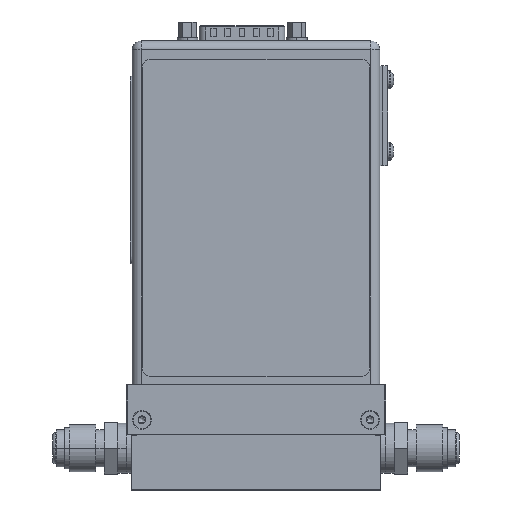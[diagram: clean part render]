
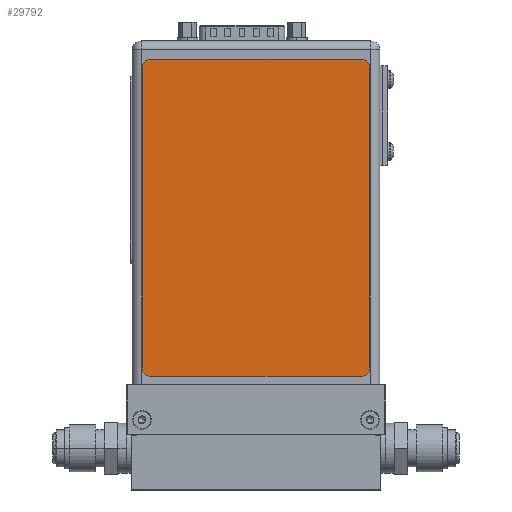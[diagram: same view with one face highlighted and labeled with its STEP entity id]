
A CAD part, top view. The second image highlights one B-rep face of the part: STEP entity #29792.
In plain terms, the highlighted planar face has unit normal (0, 0, 1).
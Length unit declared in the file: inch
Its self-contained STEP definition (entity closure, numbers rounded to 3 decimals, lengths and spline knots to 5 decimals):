
#29549=CARTESIAN_POINT('',(2.63,3.71,0.004));
#29550=DIRECTION('',(0.,0.,1.));
#29551=DIRECTION('',(1.,0.,0.));
#29552=AXIS2_PLACEMENT_3D('',#29549,#29550,#29551);
#29557=DIRECTION('',(0.,1.,0.));
#29558=VECTOR('',#29557,3.61);
#29559=CARTESIAN_POINT('',(2.73,0.1,0.004));
#29560=LINE('',#29559,#29558);
#29564=CARTESIAN_POINT('',(2.63,0.1,0.004));
#29565=DIRECTION('',(0.,0.,1.));
#29566=DIRECTION('',(0.,-1.,0.));
#29567=AXIS2_PLACEMENT_3D('',#29564,#29565,#29566);
#29572=DIRECTION('',(1.,0.,0.));
#29573=VECTOR('',#29572,2.53);
#29574=CARTESIAN_POINT('',(0.1,0.,0.004));
#29575=LINE('',#29574,#29573);
#29579=CARTESIAN_POINT('',(0.1,0.1,0.004));
#29580=DIRECTION('',(0.,0.,1.));
#29581=DIRECTION('',(-1.,0.,0.));
#29582=AXIS2_PLACEMENT_3D('',#29579,#29580,#29581);
#29587=DIRECTION('',(0.,-1.,0.));
#29588=VECTOR('',#29587,3.61);
#29589=CARTESIAN_POINT('',(0.,3.71,0.004));
#29590=LINE('',#29589,#29588);
#29594=CARTESIAN_POINT('',(0.1,3.71,0.004));
#29595=DIRECTION('',(0.,0.,1.));
#29596=DIRECTION('',(0.,1.,0.));
#29597=AXIS2_PLACEMENT_3D('',#29594,#29595,#29596);
#29602=DIRECTION('',(-1.,0.,0.));
#29603=VECTOR('',#29602,2.53);
#29604=CARTESIAN_POINT('',(2.63,3.81,0.004));
#29605=LINE('',#29604,#29603);
#29613=CARTESIAN_POINT('',(2.73,3.71,0.004));
#29614=VERTEX_POINT('',#29613);
#29615=CARTESIAN_POINT('',(2.63,3.81,0.004));
#29616=VERTEX_POINT('',#29615);
#29621=CARTESIAN_POINT('',(0.1,3.81,0.004));
#29622=VERTEX_POINT('',#29621);
#29623=CARTESIAN_POINT('',(0.,3.71,0.004));
#29624=VERTEX_POINT('',#29623);
#29629=CARTESIAN_POINT('',(0.,0.1,0.004));
#29630=VERTEX_POINT('',#29629);
#29631=CARTESIAN_POINT('',(0.1,0.,0.004));
#29632=VERTEX_POINT('',#29631);
#29635=CARTESIAN_POINT('',(2.73,0.1,0.004));
#29636=VERTEX_POINT('',#29635);
#29639=CARTESIAN_POINT('',(2.63,0.,0.004));
#29640=VERTEX_POINT('',#29639);
#29777=CARTESIAN_POINT('',(0.,0.,0.004));
#29778=DIRECTION('',(0.,0.,1.));
#29779=DIRECTION('',(1.,0.,0.));
#29780=AXIS2_PLACEMENT_3D('',#29777,#29778,#29779);
#29781=PLANE('',#29780);
#29782=ORIENTED_EDGE('',*,*,#29673,.F.);
#29783=ORIENTED_EDGE('',*,*,#29689,.F.);
#29784=ORIENTED_EDGE('',*,*,#29702,.F.);
#29785=ORIENTED_EDGE('',*,*,#29715,.F.);
#29786=ORIENTED_EDGE('',*,*,#29730,.F.);
#29787=ORIENTED_EDGE('',*,*,#29743,.F.);
#29788=ORIENTED_EDGE('',*,*,#29758,.F.);
#29789=ORIENTED_EDGE('',*,*,#29770,.F.);
#29790=EDGE_LOOP('',(#29782,#29783,#29784,#29785,#29786,#29787,#29788,#29789));
#29791=FACE_OUTER_BOUND('',#29790,.F.);
#29792=ADVANCED_FACE('',(#29791),#29781,.T.);
#29553=CIRCLE('',#29552,0.1);
#29568=CIRCLE('',#29567,0.1);
#29583=CIRCLE('',#29582,0.1);
#29598=CIRCLE('',#29597,0.1);
#29673=EDGE_CURVE('',#29614,#29616,#29553,.T.);
#29689=EDGE_CURVE('',#29636,#29614,#29560,.T.);
#29702=EDGE_CURVE('',#29640,#29636,#29568,.T.);
#29715=EDGE_CURVE('',#29632,#29640,#29575,.T.);
#29730=EDGE_CURVE('',#29630,#29632,#29583,.T.);
#29743=EDGE_CURVE('',#29624,#29630,#29590,.T.);
#29758=EDGE_CURVE('',#29622,#29624,#29598,.T.);
#29770=EDGE_CURVE('',#29616,#29622,#29605,.T.);
